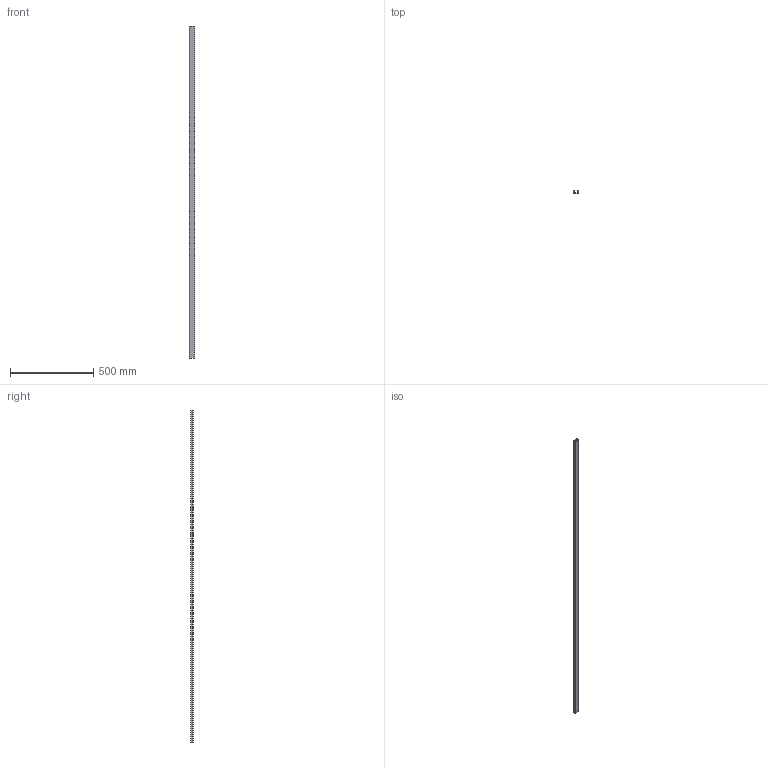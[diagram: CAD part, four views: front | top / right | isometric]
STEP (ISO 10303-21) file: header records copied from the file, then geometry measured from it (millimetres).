
FILE_DESCRIPTION (( 'STEP AP214' ), '1' );
FILE_NAME ('1112023_KSTP1.stp', '2018-07-27T11:05:00', ( '' ), ( '' ), 'SwSTEP 2.0', 'SolidWorks 2016', '' );
FILE_SCHEMA (( 'AUTOMOTIVE_DESIGN' ));
Length unit declared in the file: millimetre
Products named in the file (1): 1112023_KSTP1
Bounding box: 35 x 18 x 2000 mm (x, y, z)
Volume: 295989.6 mm3; surface area: 304419.1 mm2
Topology: 1 solids, 1 shells, 196 faces, 493 edges, 318 vertices
Faces by surface type: plane 107, bspline 63, cylinder 26
Entity records: 8918 total; most frequent: CARTESIAN_POINT 4592, ORIENTED_EDGE 986, DIRECTION 687, EDGE_CURVE 493, VERTEX_POINT 318, LINE 315, VECTOR 315, EDGE_LOOP 215
